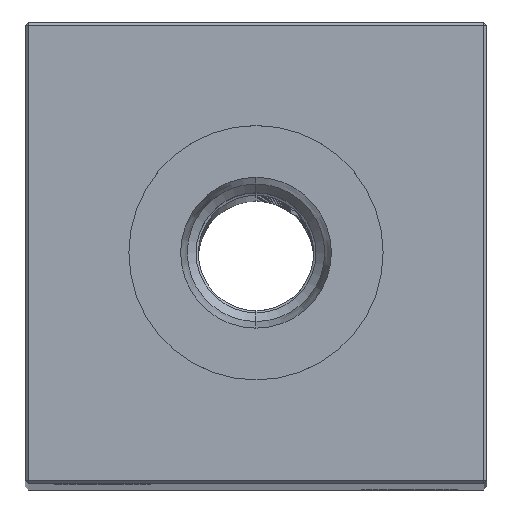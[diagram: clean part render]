
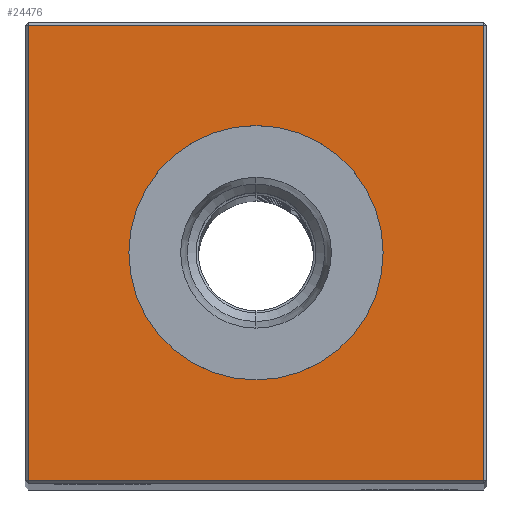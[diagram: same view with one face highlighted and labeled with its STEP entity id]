
A CAD part, top view. The second image highlights one B-rep face of the part: STEP entity #24476.
In plain terms, the highlighted planar face has unit normal (0, 0, 1).
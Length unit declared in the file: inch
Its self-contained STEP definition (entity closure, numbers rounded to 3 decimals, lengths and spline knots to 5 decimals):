
#1195 = CARTESIAN_POINT ( 'NONE',  ( 0., 0., 12.25 ) ) ;
#2551 = EDGE_LOOP ( 'NONE', ( #13329, #20886 ) ) ;
#3659 = CARTESIAN_POINT ( 'NONE',  ( 0., -0.74, 12.25 ) ) ;
#3902 = EDGE_CURVE ( 'NONE', #26361, #25338, #5996, .T. ) ;
#4823 = VERTEX_POINT ( 'NONE', #15200 ) ;
#5928 = DIRECTION ( 'NONE',  ( 0., -1., 0. ) ) ;
#5933 = EDGE_CURVE ( 'NONE', #23700, #26562, #10077, .T. ) ;
#5996 = CIRCLE ( 'NONE', #8204, 0.41339 ) ;
#6555 = CARTESIAN_POINT ( 'NONE',  ( 0.74, -0.74, 12.25 ) ) ;
#6734 = DIRECTION ( 'NONE',  ( -1., 0., 0. ) ) ;
#7232 = EDGE_CURVE ( 'NONE', #26562, #12971, #12354, .T. ) ;
#7288 = PLANE ( 'NONE',  #13589 ) ;
#8204 = AXIS2_PLACEMENT_3D ( 'NONE', #13201, #25926, #6734 ) ;
#8640 = EDGE_CURVE ( 'NONE', #4823, #23700, #18773, .T. ) ;
#8904 = EDGE_LOOP ( 'NONE', ( #18625, #17498, #12732, #21226 ) ) ;
#9521 = VECTOR ( 'NONE', #5928, 39.37008 ) ;
#9978 = LINE ( 'NONE', #10374, #14761 ) ;
#10077 = LINE ( 'NONE', #10206, #9521 ) ;
#10100 = VECTOR ( 'NONE', #17489, 39.37008 ) ;
#10206 = CARTESIAN_POINT ( 'NONE',  ( -0.74, 0., 12.25 ) ) ;
#10374 = CARTESIAN_POINT ( 'NONE',  ( 0.74, 0., 12.25 ) ) ;
#12354 = LINE ( 'NONE', #3659, #20829 ) ;
#12674 = AXIS2_PLACEMENT_3D ( 'NONE', #25179, #17288, #15493 ) ;
#12732 = ORIENTED_EDGE ( 'NONE', *, *, #17690, .T. ) ;
#12971 = VERTEX_POINT ( 'NONE', #6555 ) ;
#13201 = CARTESIAN_POINT ( 'NONE',  ( 0., 0., 12.25 ) ) ;
#13329 = ORIENTED_EDGE ( 'NONE', *, *, #3902, .T. ) ;
#13589 = AXIS2_PLACEMENT_3D ( 'NONE', #1195, #18078, #19728 ) ;
#14761 = VECTOR ( 'NONE', #18432, 39.37008 ) ;
#15200 = CARTESIAN_POINT ( 'NONE',  ( 0.74, 0.74, 12.25 ) ) ;
#15493 = DIRECTION ( 'NONE',  ( -1., 0., 0. ) ) ;
#16479 = CARTESIAN_POINT ( 'NONE',  ( -0.74, -0.74, 12.25 ) ) ;
#17288 = DIRECTION ( 'NONE',  ( 0., 0., -1. ) ) ;
#17489 = DIRECTION ( 'NONE',  ( -1., 0., 0. ) ) ;
#17498 = ORIENTED_EDGE ( 'NONE', *, *, #7232, .T. ) ;
#17690 = EDGE_CURVE ( 'NONE', #12971, #4823, #9978, .T. ) ;
#18078 = DIRECTION ( 'NONE',  ( 0., 0., -1. ) ) ;
#18211 = FACE_BOUND ( 'NONE', #2551, .T. ) ;
#18432 = DIRECTION ( 'NONE',  ( 0., 1., 0. ) ) ;
#18625 = ORIENTED_EDGE ( 'NONE', *, *, #5933, .T. ) ;
#18773 = LINE ( 'NONE', #25120, #10100 ) ;
#18793 = CARTESIAN_POINT ( 'NONE',  ( 0., -0.41339, 12.25 ) ) ;
#19728 = DIRECTION ( 'NONE',  ( -1., 0., 0. ) ) ;
#20639 = CIRCLE ( 'NONE', #12674, 0.41339 ) ;
#20829 = VECTOR ( 'NONE', #25074, 39.37008 ) ;
#20886 = ORIENTED_EDGE ( 'NONE', *, *, #21721, .T. ) ;
#21226 = ORIENTED_EDGE ( 'NONE', *, *, #8640, .T. ) ;
#21453 = CARTESIAN_POINT ( 'NONE',  ( -0.74, 0.74, 12.25 ) ) ;
#21721 = EDGE_CURVE ( 'NONE', #25338, #26361, #20639, .T. ) ;
#21742 = CARTESIAN_POINT ( 'NONE',  ( 0., 0.41339, 12.25 ) ) ;
#23700 = VERTEX_POINT ( 'NONE', #21453 ) ;
#24476 = ADVANCED_FACE ( 'NONE', ( #26193, #18211 ), #7288, .F. ) ;
#25074 = DIRECTION ( 'NONE',  ( 1., 0., 0. ) ) ;
#25120 = CARTESIAN_POINT ( 'NONE',  ( 0., 0.74, 12.25 ) ) ;
#25179 = CARTESIAN_POINT ( 'NONE',  ( 0., 0., 12.25 ) ) ;
#25338 = VERTEX_POINT ( 'NONE', #18793 ) ;
#25926 = DIRECTION ( 'NONE',  ( 0., 0., -1. ) ) ;
#26193 = FACE_OUTER_BOUND ( 'NONE', #8904, .T. ) ;
#26361 = VERTEX_POINT ( 'NONE', #21742 ) ;
#26562 = VERTEX_POINT ( 'NONE', #16479 ) ;
